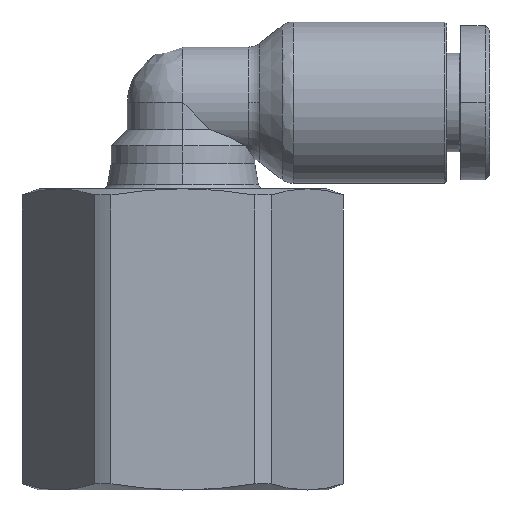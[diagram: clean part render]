
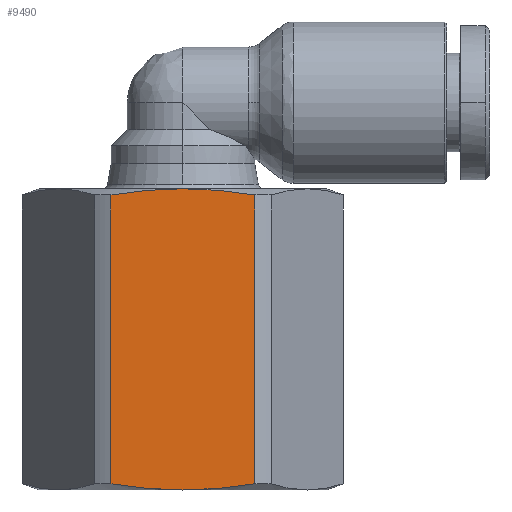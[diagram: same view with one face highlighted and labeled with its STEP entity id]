
A CAD part, front view. The second image highlights one B-rep face of the part: STEP entity #9490.
In plain terms, the highlighted planar face has unit normal (0, -1, 0).
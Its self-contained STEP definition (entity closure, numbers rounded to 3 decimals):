
#398 = CARTESIAN_POINT ( 'NONE',  ( -0.681, -8., -21.6 ) ) ;
#1177 = B_SPLINE_CURVE_WITH_KNOTS ( 'NONE', 3,
 ( #14740, #12423, #12278, #5183 ),
 .UNSPECIFIED., .F., .F.,
 ( 4, 4 ),
 ( 0., 0.004 ),
 .UNSPECIFIED. ) ;
#2201 = VERTEX_POINT ( 'NONE', #2318 ) ;
#2318 = CARTESIAN_POINT ( 'NONE',  ( -9.313, -8., -21.254 ) ) ;
#2455 = CARTESIAN_POINT ( 'NONE',  ( -1.287, -8., -5.146 ) ) ;
#2743 = VERTEX_POINT ( 'NONE', #12180 ) ;
#3095 = VECTOR ( 'NONE', #9994, 1000. ) ;
#3282 = EDGE_CURVE ( 'NONE', #13392, #2201, #14404, .T. ) ;
#3812 = VECTOR ( 'NONE', #5049, 1000. ) ;
#3825 = EDGE_CURVE ( 'NONE', #14941, #10165, #3843, .T. ) ;
#3843 = LINE ( 'NONE', #13650, #3095 ) ;
#3971 = B_SPLINE_CURVE_WITH_KNOTS ( 'NONE', 3,
 ( #7918, #6759, #4308, #11432 ),
 .UNSPECIFIED., .F., .F.,
 ( 4, 4 ),
 ( 0., 0.004 ),
 .UNSPECIFIED. ) ;
#4022 = EDGE_LOOP ( 'NONE', ( #15419, #11815, #7425, #9629, #12925, #7219 ) ) ;
#4051 = CARTESIAN_POINT ( 'NONE',  ( -6.648, -8., -21.6 ) ) ;
#4270 = CARTESIAN_POINT ( 'NONE',  ( -5.3, -8., -21.6 ) ) ;
#4308 = CARTESIAN_POINT ( 'NONE',  ( -7.984, -8., -4.929 ) ) ;
#4937 = LINE ( 'NONE', #10997, #3812 ) ;
#5049 = DIRECTION ( 'NONE',  ( 0., 0., -1. ) ) ;
#5183 = CARTESIAN_POINT ( 'NONE',  ( -5.3, -8., -4.8 ) ) ;
#5211 = DIRECTION ( 'NONE',  ( 0., 0., -1. ) ) ;
#5647 = CARTESIAN_POINT ( 'NONE',  ( -9.313, -8., -5.146 ) ) ;
#6759 = CARTESIAN_POINT ( 'NONE',  ( -6.648, -8., -4.8 ) ) ;
#7219 = ORIENTED_EDGE ( 'NONE', *, *, #3825, .T. ) ;
#7356 = VERTEX_POINT ( 'NONE', #5647 ) ;
#7425 = ORIENTED_EDGE ( 'NONE', *, *, #12715, .T. ) ;
#7630 = CARTESIAN_POINT ( 'NONE',  ( -5.3, -8., -21.6 ) ) ;
#7918 = CARTESIAN_POINT ( 'NONE',  ( -5.3, -8., -4.8 ) ) ;
#8441 = B_SPLINE_CURVE_WITH_KNOTS ( 'NONE', 3,
 ( #9025, #15193, #12724, #4270 ),
 .UNSPECIFIED., .F., .F.,
 ( 4, 4 ),
 ( 0., 0.004 ),
 .UNSPECIFIED. ) ;
#8706 = DIRECTION ( 'NONE',  ( 0., -1., 0. ) ) ;
#9025 = CARTESIAN_POINT ( 'NONE',  ( -1.287, -8., -21.254 ) ) ;
#9350 = FACE_OUTER_BOUND ( 'NONE', #4022, .T. ) ;
#9490 = ADVANCED_FACE ( 'NONE', ( #9350 ), #9809, .T. ) ;
#9629 = ORIENTED_EDGE ( 'NONE', *, *, #3282, .F. ) ;
#9809 = PLANE ( 'NONE',  #10651 ) ;
#9994 = DIRECTION ( 'NONE',  ( 0., 0., 1. ) ) ;
#10165 = VERTEX_POINT ( 'NONE', #2455 ) ;
#10264 = CARTESIAN_POINT ( 'NONE',  ( -9.313, -8., -21.254 ) ) ;
#10362 = CARTESIAN_POINT ( 'NONE',  ( -7.984, -8., -21.471 ) ) ;
#10651 = AXIS2_PLACEMENT_3D ( 'NONE', #398, #8706, #5211 ) ;
#10997 = CARTESIAN_POINT ( 'NONE',  ( -9.313, -8., -21.6 ) ) ;
#11432 = CARTESIAN_POINT ( 'NONE',  ( -9.313, -8., -5.146 ) ) ;
#11815 = ORIENTED_EDGE ( 'NONE', *, *, #14601, .T. ) ;
#12180 = CARTESIAN_POINT ( 'NONE',  ( -5.3, -8., -4.8 ) ) ;
#12278 = CARTESIAN_POINT ( 'NONE',  ( -3.952, -8., -4.8 ) ) ;
#12354 = CARTESIAN_POINT ( 'NONE',  ( -1.287, -8., -21.254 ) ) ;
#12423 = CARTESIAN_POINT ( 'NONE',  ( -2.616, -8., -4.929 ) ) ;
#12436 = EDGE_CURVE ( 'NONE', #14941, #13392, #8441, .T. ) ;
#12594 = CARTESIAN_POINT ( 'NONE',  ( -5.3, -8., -21.6 ) ) ;
#12715 = EDGE_CURVE ( 'NONE', #7356, #2201, #4937, .T. ) ;
#12724 = CARTESIAN_POINT ( 'NONE',  ( -3.952, -8., -21.6 ) ) ;
#12925 = ORIENTED_EDGE ( 'NONE', *, *, #12436, .F. ) ;
#13280 = EDGE_CURVE ( 'NONE', #10165, #2743, #1177, .T. ) ;
#13392 = VERTEX_POINT ( 'NONE', #12594 ) ;
#13650 = CARTESIAN_POINT ( 'NONE',  ( -1.287, -8., -21.6 ) ) ;
#14404 = B_SPLINE_CURVE_WITH_KNOTS ( 'NONE', 3,
 ( #7630, #4051, #10362, #10264 ),
 .UNSPECIFIED., .F., .F.,
 ( 4, 4 ),
 ( 0., 0.004 ),
 .UNSPECIFIED. ) ;
#14601 = EDGE_CURVE ( 'NONE', #2743, #7356, #3971, .T. ) ;
#14740 = CARTESIAN_POINT ( 'NONE',  ( -1.287, -8., -5.146 ) ) ;
#14941 = VERTEX_POINT ( 'NONE', #12354 ) ;
#15193 = CARTESIAN_POINT ( 'NONE',  ( -2.616, -8., -21.471 ) ) ;
#15419 = ORIENTED_EDGE ( 'NONE', *, *, #13280, .T. ) ;
